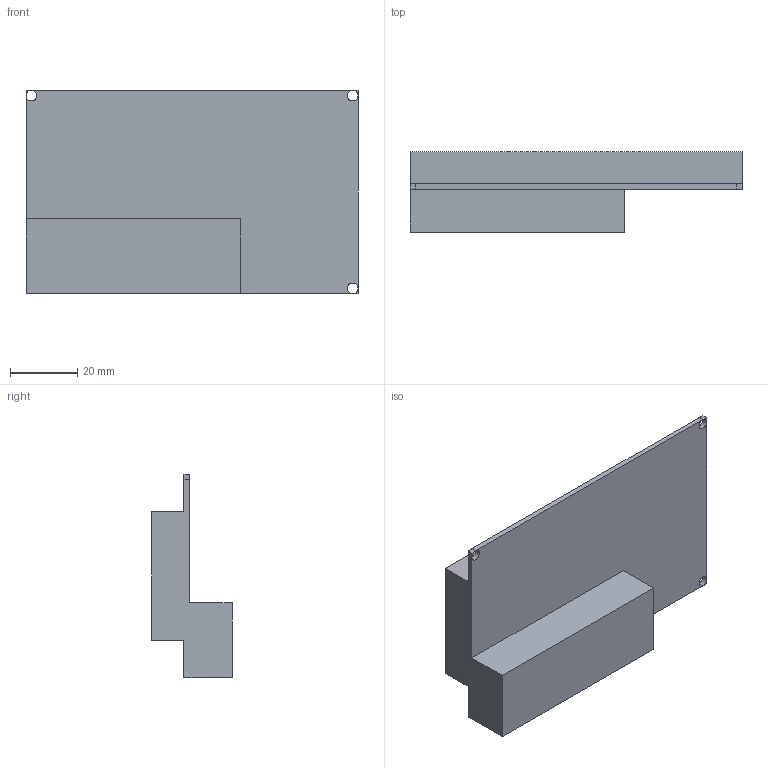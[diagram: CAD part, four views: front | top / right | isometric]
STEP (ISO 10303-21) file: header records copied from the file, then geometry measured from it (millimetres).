
FILE_DESCRIPTION(/* description */ (''),/* implementation_level */ '2;1');
FILE_NAME(/* name */ 'LCD.step',/* time_stamp */ '2023-12-14T15:41:40-05:00',/* author */ (''),/* organization */ (''),/* preprocessor_version */ 'ST-DEVELOPER v20',/* originating_system */ 'Autodesk Translation Framework v12.14.0.127',/* authorisation */ '');
FILE_SCHEMA (('AUTOMOTIVE_DESIGN { 1 0 10303 214 3 1 1 }'));
Length unit declared in the file: inch
Products named in the file (1): LCD
Bounding box: 98.42 x 23.81 x 60.33 mm (x, y, z)
Volume: 63030.1 mm3; surface area: 17157.2 mm2
Topology: 4 solids, 4 shells, 31 faces, 69 edges, 46 vertices
Faces by surface type: plane 25, cylinder 6
Entity records: 887 total; most frequent: CARTESIAN_POINT 147, DIRECTION 145, ORIENTED_EDGE 138, EDGE_CURVE 69, LINE 57, VECTOR 57, VERTEX_POINT 46, AXIS2_PLACEMENT_3D 44
